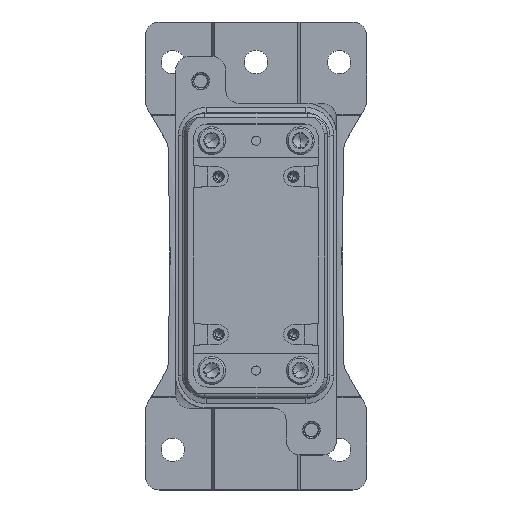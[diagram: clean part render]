
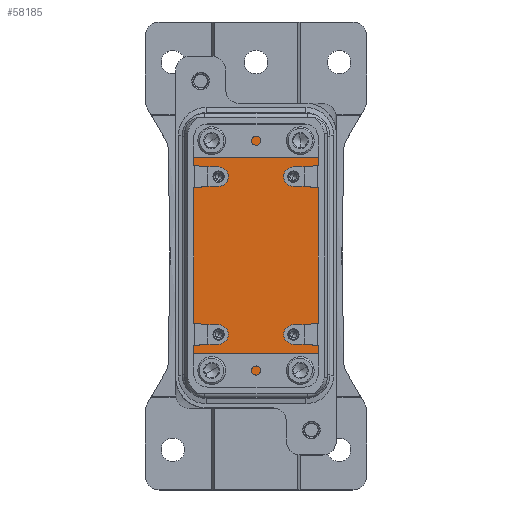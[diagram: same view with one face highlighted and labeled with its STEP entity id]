
A CAD part, top view. The second image highlights one B-rep face of the part: STEP entity #58185.
In plain terms, the highlighted planar face has unit normal (0, 0, 1).
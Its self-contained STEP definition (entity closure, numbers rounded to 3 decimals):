
#347=AXIS2_PLACEMENT_3D('Circle Axis2P3D',#345,#346,$) ;
#4018=AXIS2_PLACEMENT_3D('Circle Axis2P3D',#4016,#4017,$) ;
#56782=AXIS2_PLACEMENT_3D('Circle Axis2P3D',#56780,#56781,$) ;
#58082=AXIS2_PLACEMENT_3D('Circle Axis2P3D',#58080,#58081,$) ;
#58165=AXIS2_PLACEMENT_3D('Plane Axis2P3D',#58162,#58163,#58164) ;
#230=CARTESIAN_POINT('Vertex',(55.,120.,7.)) ;
#233=CARTESIAN_POINT('Line Origine',(58.7,120.,7.)) ;
#237=CARTESIAN_POINT('Vertex',(62.4,120.,7.)) ;
#286=CARTESIAN_POINT('Vertex',(17.6,120.,7.)) ;
#289=CARTESIAN_POINT('Line Origine',(21.3,120.,7.)) ;
#293=CARTESIAN_POINT('Vertex',(25.,120.,7.)) ;
#342=CARTESIAN_POINT('Vertex',(49.,126.,7.)) ;
#345=CARTESIAN_POINT('Axis2P3D Location',(55.,126.,7.)) ;
#917=CARTESIAN_POINT('Vertex',(17.6,49.,7.)) ;
#920=CARTESIAN_POINT('Line Origine',(17.6,84.5,7.)) ;
#946=CARTESIAN_POINT('Vertex',(49.,131.5,7.)) ;
#949=CARTESIAN_POINT('Line Origine',(49.,128.75,7.)) ;
#970=CARTESIAN_POINT('Vertex',(31.,126.,7.)) ;
#973=CARTESIAN_POINT('Line Origine',(31.,128.75,7.)) ;
#977=CARTESIAN_POINT('Vertex',(31.,131.5,7.)) ;
#2215=CARTESIAN_POINT('Vertex',(25.,49.,7.)) ;
#2218=CARTESIAN_POINT('Line Origine',(21.3,49.,7.)) ;
#2253=CARTESIAN_POINT('Vertex',(62.4,49.,7.)) ;
#2256=CARTESIAN_POINT('Line Origine',(58.7,49.,7.)) ;
#2260=CARTESIAN_POINT('Vertex',(55.,49.,7.)) ;
#4013=CARTESIAN_POINT('Vertex',(31.,43.,7.)) ;
#4016=CARTESIAN_POINT('Axis2P3D Location',(25.,43.,7.)) ;
#5434=CARTESIAN_POINT('Vertex',(31.,37.5,7.)) ;
#5437=CARTESIAN_POINT('Line Origine',(31.,40.25,7.)) ;
#5453=CARTESIAN_POINT('Vertex',(49.,43.,7.)) ;
#5456=CARTESIAN_POINT('Line Origine',(49.,40.25,7.)) ;
#5460=CARTESIAN_POINT('Vertex',(49.,37.5,7.)) ;
#55984=CARTESIAN_POINT('Line Origine',(40.,37.5,7.)) ;
#56780=CARTESIAN_POINT('Axis2P3D Location',(55.,43.,7.)) ;
#58068=CARTESIAN_POINT('Line Origine',(40.,131.5,7.)) ;
#58080=CARTESIAN_POINT('Axis2P3D Location',(25.,126.,7.)) ;
#58150=CARTESIAN_POINT('Line Origine',(62.4,84.5,7.)) ;
#58162=CARTESIAN_POINT('Axis2P3D Location',(40.,84.5,7.)) ;
#234=DIRECTION('Vector Direction',(-1.,0.,0.)) ;
#290=DIRECTION('Vector Direction',(1.,0.,0.)) ;
#346=DIRECTION('Axis2P3D Direction',(0.,0.,1.)) ;
#921=DIRECTION('Vector Direction',(0.,1.,0.)) ;
#950=DIRECTION('Vector Direction',(0.,-1.,0.)) ;
#974=DIRECTION('Vector Direction',(0.,-1.,0.)) ;
#2219=DIRECTION('Vector Direction',(1.,0.,0.)) ;
#2257=DIRECTION('Vector Direction',(-1.,0.,0.)) ;
#4017=DIRECTION('Axis2P3D Direction',(0.,0.,1.)) ;
#5438=DIRECTION('Vector Direction',(0.,1.,0.)) ;
#5457=DIRECTION('Vector Direction',(0.,1.,0.)) ;
#55985=DIRECTION('Vector Direction',(-1.,0.,0.)) ;
#56781=DIRECTION('Axis2P3D Direction',(0.,0.,1.)) ;
#58069=DIRECTION('Vector Direction',(1.,0.,0.)) ;
#58081=DIRECTION('Axis2P3D Direction',(0.,0.,1.)) ;
#58151=DIRECTION('Vector Direction',(0.,-1.,0.)) ;
#58163=DIRECTION('Axis2P3D Direction',(0.,0.,1.)) ;
#58164=DIRECTION('Axis2P3D XDirection',(0.,-1.,0.)) ;
#235=VECTOR('Line Direction',#234,1.) ;
#291=VECTOR('Line Direction',#290,1.) ;
#922=VECTOR('Line Direction',#921,1.) ;
#951=VECTOR('Line Direction',#950,1.) ;
#975=VECTOR('Line Direction',#974,1.) ;
#2220=VECTOR('Line Direction',#2219,1.) ;
#2258=VECTOR('Line Direction',#2257,1.) ;
#5439=VECTOR('Line Direction',#5438,1.) ;
#5458=VECTOR('Line Direction',#5457,1.) ;
#55986=VECTOR('Line Direction',#55985,1.) ;
#58070=VECTOR('Line Direction',#58069,1.) ;
#58152=VECTOR('Line Direction',#58151,1.) ;
#58168=ORIENTED_EDGE('',*,*,#55988,.T.) ;
#58169=ORIENTED_EDGE('',*,*,#5462,.T.) ;
#58170=ORIENTED_EDGE('',*,*,#56784,.F.) ;
#58171=ORIENTED_EDGE('',*,*,#2262,.F.) ;
#58172=ORIENTED_EDGE('',*,*,#58154,.T.) ;
#58173=ORIENTED_EDGE('',*,*,#239,.T.) ;
#58174=ORIENTED_EDGE('',*,*,#349,.F.) ;
#58175=ORIENTED_EDGE('',*,*,#953,.F.) ;
#58176=ORIENTED_EDGE('',*,*,#58072,.T.) ;
#58177=ORIENTED_EDGE('',*,*,#979,.T.) ;
#58178=ORIENTED_EDGE('',*,*,#58084,.F.) ;
#58179=ORIENTED_EDGE('',*,*,#295,.F.) ;
#58180=ORIENTED_EDGE('',*,*,#924,.T.) ;
#58181=ORIENTED_EDGE('',*,*,#2222,.T.) ;
#58182=ORIENTED_EDGE('',*,*,#4020,.F.) ;
#58183=ORIENTED_EDGE('',*,*,#5441,.F.) ;
#58185=ADVANCED_FACE('Housing',(#58184),#58166,.T.) ;
#348=CIRCLE('generated circle',#347,6.) ;
#4019=CIRCLE('generated circle',#4018,6.) ;
#56783=CIRCLE('generated circle',#56782,6.) ;
#58083=CIRCLE('generated circle',#58082,6.) ;
#239=EDGE_CURVE('',#238,#231,#236,.T.) ;
#295=EDGE_CURVE('',#287,#294,#292,.T.) ;
#349=EDGE_CURVE('',#343,#231,#348,.T.) ;
#924=EDGE_CURVE('',#287,#918,#923,.F.) ;
#953=EDGE_CURVE('',#947,#343,#952,.T.) ;
#979=EDGE_CURVE('',#978,#971,#976,.T.) ;
#2222=EDGE_CURVE('',#918,#2216,#2221,.T.) ;
#2262=EDGE_CURVE('',#2254,#2261,#2259,.T.) ;
#4020=EDGE_CURVE('',#4014,#2216,#4019,.T.) ;
#5441=EDGE_CURVE('',#5435,#4014,#5440,.T.) ;
#5462=EDGE_CURVE('',#5461,#5454,#5459,.T.) ;
#55988=EDGE_CURVE('',#5435,#5461,#55987,.F.) ;
#56784=EDGE_CURVE('',#2261,#5454,#56783,.T.) ;
#58072=EDGE_CURVE('',#947,#978,#58071,.F.) ;
#58084=EDGE_CURVE('',#294,#971,#58083,.T.) ;
#58154=EDGE_CURVE('',#2254,#238,#58153,.F.) ;
#58167=EDGE_LOOP('',(#58168,#58169,#58170,#58171,#58172,#58173,#58174,#58175,#58176,#58177,#58178,#58179,#58180,#58181,#58182,#58183)) ;
#58184=FACE_OUTER_BOUND('',#58167,.T.) ;
#236=LINE('Line',#233,#235) ;
#292=LINE('Line',#289,#291) ;
#923=LINE('Line',#920,#922) ;
#952=LINE('Line',#949,#951) ;
#976=LINE('Line',#973,#975) ;
#2221=LINE('Line',#2218,#2220) ;
#2259=LINE('Line',#2256,#2258) ;
#5440=LINE('Line',#5437,#5439) ;
#5459=LINE('Line',#5456,#5458) ;
#55987=LINE('Line',#55984,#55986) ;
#58071=LINE('Line',#58068,#58070) ;
#58153=LINE('Line',#58150,#58152) ;
#58166=PLANE('',#58165) ;
#231=VERTEX_POINT('',#230) ;
#238=VERTEX_POINT('',#237) ;
#287=VERTEX_POINT('',#286) ;
#294=VERTEX_POINT('',#293) ;
#343=VERTEX_POINT('',#342) ;
#918=VERTEX_POINT('',#917) ;
#947=VERTEX_POINT('',#946) ;
#971=VERTEX_POINT('',#970) ;
#978=VERTEX_POINT('',#977) ;
#2216=VERTEX_POINT('',#2215) ;
#2254=VERTEX_POINT('',#2253) ;
#2261=VERTEX_POINT('',#2260) ;
#4014=VERTEX_POINT('',#4013) ;
#5435=VERTEX_POINT('',#5434) ;
#5454=VERTEX_POINT('',#5453) ;
#5461=VERTEX_POINT('',#5460) ;
